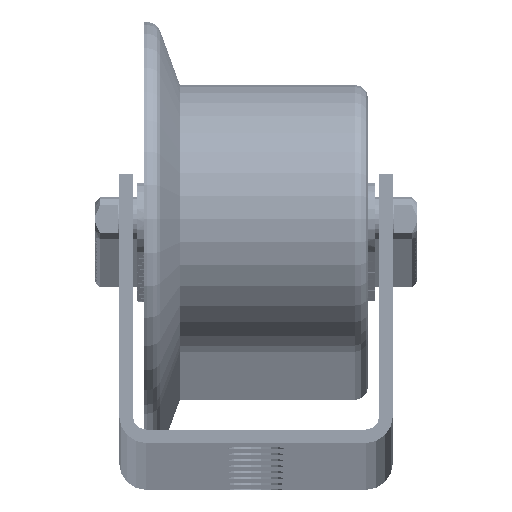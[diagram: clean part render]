
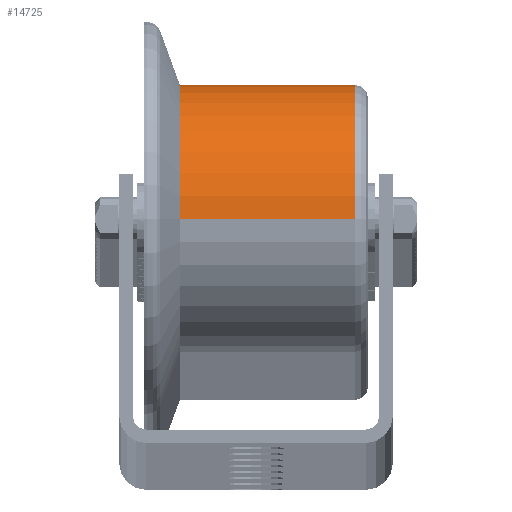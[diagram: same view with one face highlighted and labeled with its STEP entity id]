
A CAD part, top view. The second image highlights one B-rep face of the part: STEP entity #14725.
In plain terms, the highlighted cylindrical face has radius 15 mm (diameter 30 mm), a partial arc.
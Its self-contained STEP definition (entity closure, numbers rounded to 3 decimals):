
#87 = LINE ( 'NONE', #26667, #295 ) ;
#295 = VECTOR ( 'NONE', #40797, 1000. ) ;
#853 = CARTESIAN_POINT ( 'NONE',  ( 4.75, 0., -15. ) ) ;
#1201 = EDGE_LOOP ( 'NONE', ( #15719, #30517, #25879, #6463 ) ) ;
#1445 = CARTESIAN_POINT ( 'NONE',  ( 24.25, 0., 15. ) ) ;
#2068 = FACE_OUTER_BOUND ( 'NONE', #1201, .T. ) ;
#3251 = AXIS2_PLACEMENT_3D ( 'NONE', #12693, #41210, #44908 ) ;
#5539 = DIRECTION ( 'NONE',  ( 0., 0., 1. ) ) ;
#5548 = EDGE_CURVE ( 'NONE', #12138, #43802, #87, .T. ) ;
#5783 = CARTESIAN_POINT ( 'NONE',  ( -3.508, 0., 0. ) ) ;
#6172 = CARTESIAN_POINT ( 'NONE',  ( 24.25, 0., -15. ) ) ;
#6463 = ORIENTED_EDGE ( 'NONE', *, *, #43107, .F. ) ;
#6964 = VERTEX_POINT ( 'NONE', #28040 ) ;
#7907 = EDGE_CURVE ( 'NONE', #6964, #43802, #11718, .T. ) ;
#11718 = CIRCLE ( 'NONE', #19867, 15. ) ;
#11752 = AXIS2_PLACEMENT_3D ( 'NONE', #5783, #40596, #5539 ) ;
#12138 = VERTEX_POINT ( 'NONE', #6172 ) ;
#12258 = DIRECTION ( 'NONE',  ( -1., 0., 0. ) ) ;
#12693 = CARTESIAN_POINT ( 'NONE',  ( 24.25, 0., 0. ) ) ;
#14725 = ADVANCED_FACE ( 'NONE', ( #2068 ), #37325, .T. ) ;
#15719 = ORIENTED_EDGE ( 'NONE', *, *, #32204, .T. ) ;
#17836 = LINE ( 'NONE', #31546, #33785 ) ;
#19867 = AXIS2_PLACEMENT_3D ( 'NONE', #44029, #12258, #30131 ) ;
#20885 = DIRECTION ( 'NONE',  ( -1., 0., 0. ) ) ;
#21214 = VERTEX_POINT ( 'NONE', #1445 ) ;
#25879 = ORIENTED_EDGE ( 'NONE', *, *, #7907, .F. ) ;
#26667 = CARTESIAN_POINT ( 'NONE',  ( -3.508, 0., -15. ) ) ;
#28040 = CARTESIAN_POINT ( 'NONE',  ( 4.75, 0., 15. ) ) ;
#30131 = DIRECTION ( 'NONE',  ( 0., 0., 1. ) ) ;
#30517 = ORIENTED_EDGE ( 'NONE', *, *, #5548, .T. ) ;
#31546 = CARTESIAN_POINT ( 'NONE',  ( -3.508, 0., 15. ) ) ;
#32204 = EDGE_CURVE ( 'NONE', #21214, #12138, #38821, .T. ) ;
#33785 = VECTOR ( 'NONE', #20885, 1000. ) ;
#37325 = CYLINDRICAL_SURFACE ( 'NONE', #11752, 15. ) ;
#38821 = CIRCLE ( 'NONE', #3251, 15. ) ;
#40596 = DIRECTION ( 'NONE',  ( -1., 0., 0. ) ) ;
#40797 = DIRECTION ( 'NONE',  ( -1., 0., 0. ) ) ;
#41210 = DIRECTION ( 'NONE',  ( -1., 0., 0. ) ) ;
#43107 = EDGE_CURVE ( 'NONE', #21214, #6964, #17836, .T. ) ;
#43802 = VERTEX_POINT ( 'NONE', #853 ) ;
#44029 = CARTESIAN_POINT ( 'NONE',  ( 4.75, 0., 0. ) ) ;
#44908 = DIRECTION ( 'NONE',  ( 0., 0., 1. ) ) ;
